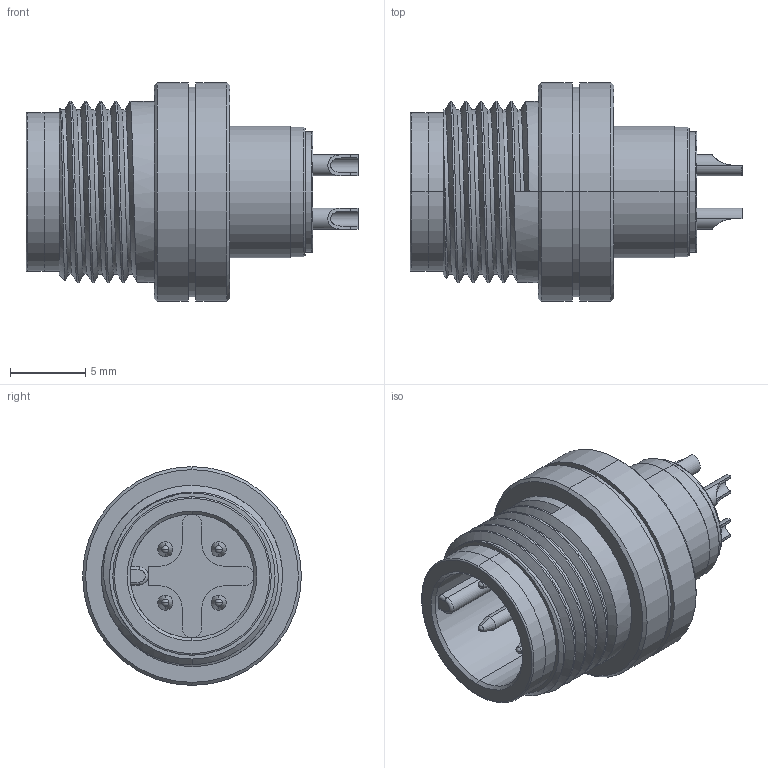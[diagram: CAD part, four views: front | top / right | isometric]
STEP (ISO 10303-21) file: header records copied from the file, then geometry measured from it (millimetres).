
FILE_DESCRIPTION (( 'STEP AP203' ), '1' );
FILE_NAME ('50-00987_revA.STEP', '2020-10-16T20:30:25', ( '' ), ( '' ), 'SwSTEP 2.0', 'SolidWorks 2015', '' );
FILE_SCHEMA (( 'CONFIG_CONTROL_DESIGN' ));
Length unit declared in the file: millimetre
Products named in the file (5): 50-00987-01___; 50-00987_revA; 50-00987-03___; 50-00987-04___; 50-00987-02_For STEP file
Assembly tree (7 placements, depth 2):
  50-00987_revA
    50-00987-01___
    50-00987-02_For STEP file
    50-00987-03___  x4
    50-00987-04___
Bounding box: 22 x 14.5 x 14.5 mm (x, y, z)
Volume: 1450.4 mm3; surface area: 3018.2 mm2
Topology: 7 solids, 7 shells, 260 faces, 575 edges, 351 vertices
Faces by surface type: cylinder 118, plane 65, cone 37, torus 29, sphere 8, bspline 3
Entity records: 6082 total; most frequent: CARTESIAN_POINT 1845, DIRECTION 832, ORIENTED_EDGE 714, EDGE_CURVE 357, AXIS2_PLACEMENT_3D 346, VERTEX_POINT 225, EDGE_LOOP 188, CIRCLE 181
